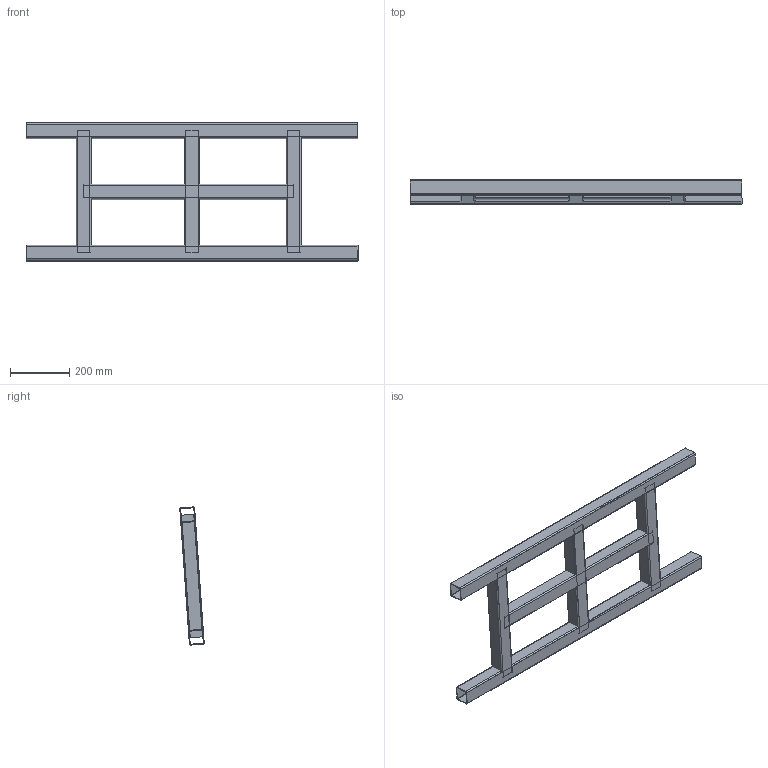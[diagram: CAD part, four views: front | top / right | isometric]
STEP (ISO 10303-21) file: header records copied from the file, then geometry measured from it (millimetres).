
FILE_DESCRIPTION(/* description */ (''),/* implementation_level */ '2;1');
FILE_NAME(/* name */ 'Frame.stp',/* time_stamp */ '2021-06-16T19:43:12-05:00',/* author */ ('angel'),/* organization */ (''),/* preprocessor_version */ 'ST-DEVELOPER v18.1',/* originating_system */ 'Autodesk Inventor 2021',/* authorisation */ '');
FILE_SCHEMA (('AUTOMOTIVE_DESIGN { 1 0 10303 214 3 1 1 }'));
Length unit declared in the file: millimetre
Products named in the file (8): Frame 1623885739264; Skeleton 1623885739274; ISO 12633-2 - 50x50x3 - 1116,7; ISO 12633-2 - 50x50x3 - 413,07; ISO 12633-2 - 50x50x3 - 706,49; ISO 12633-2 - 50x50x3 - 1116,7_1; ISO 12633-2 - 50x50x3 - 413,07_1; ISO 12633-2 - 50x50x3 - 413,07_2
Assembly tree (7 placements, depth 2):
  Frame 1623885739264
    Skeleton 1623885739274
    ISO 12633-2 - 50x50x3 - 1116,7
    ISO 12633-2 - 50x50x3 - 413,07
    ISO 12633-2 - 50x50x3 - 706,49
    ISO 12633-2 - 50x50x3 - 1116,7_1
    ISO 12633-2 - 50x50x3 - 413,07_1
    ISO 12633-2 - 50x50x3 - 413,07_2
Bounding box: 1116.7 x 81.71 x 464.8 mm (x, y, z)
Volume: 2292433.5 mm3; surface area: 1534871.6 mm2
Topology: 6 solids, 6 shells, 108 faces, 288 edges, 192 vertices
Faces by surface type: plane 60, cylinder 48
Entity records: 3715 total; most frequent: DIRECTION 630, CARTESIAN_POINT 603, ORIENTED_EDGE 576, EDGE_CURVE 288, AXIS2_PLACEMENT_3D 219, LINE 192, VECTOR 192, VERTEX_POINT 192
